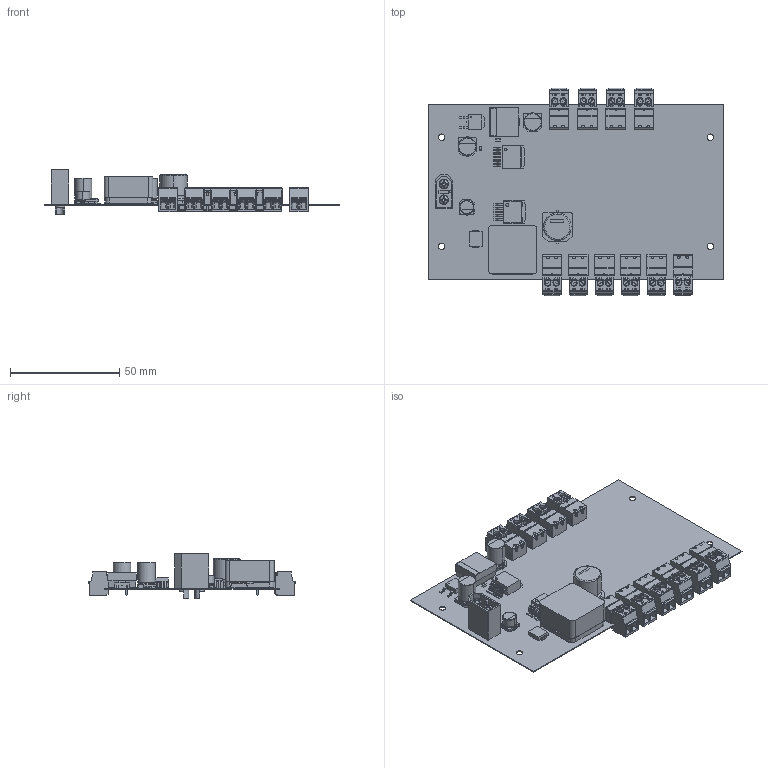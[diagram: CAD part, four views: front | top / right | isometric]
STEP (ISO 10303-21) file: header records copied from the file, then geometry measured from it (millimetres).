
FILE_DESCRIPTION(('Open CASCADE Model'),'2;1');
FILE_NAME('Open CASCADE Shape Model','2022-04-09T23:02:23',('Author'),( 'Open CASCADE'),'Open CASCADE STEP processor 6.8','Open CASCADE 6.8' ,'Unknown');
FILE_SCHEMA(('AUTOMOTIVE_DESIGN { 1 0 10303 214 1 1 1 1 }'));
Length unit declared in the file: millimetre
Products named in the file (42): PCB; Board; Open CASCADE STEP translator 6.8 1.1.1; D2; b540c-13-f; U2; NOPB; U1; KTW0007B; BODY_TS7B; HTSINK_TS7B; LEAD_TS7B; L2; 6202692080; L1; IND_BOURNS_SRP1270_RGB4408131; J11; 1803578--3DModel-STEP-1; 1803277; J10; J9; J8; J7; XT60-M--3DModel-STEP-56544; J6; J5; J4; J3; J2; J1; D1; DPAK_SBRD10200_6P6X6P1_SDS; C6; 6202686160; C5; 6202693120; C4; 25SVT180M_8.3MMX8.3MMSTEP; C3; CAPC2012X120N_EIA_0805 ...
Assembly tree (67 placements, depth 4):
  PCB
    Board
      Open CASCADE STEP translator 6.8 1.1.1
    D2
      b540c-13-f
    U2
      NOPB
    U1
      KTW0007B
        BODY_TS7B
        HTSINK_TS7B
        LEAD_TS7B  x7
    L2
      6202692080
    L1
      IND_BOURNS_SRP1270_RGB4408131
    J11
      1803578--3DModel-STEP-1
      1803277
    J10
      1803578--3DModel-STEP-1
      1803277
    J9
      1803578--3DModel-STEP-1
      1803277
    J8
      1803578--3DModel-STEP-1
      1803277
    J7
      XT60-M--3DModel-STEP-56544
    J6
      1803578--3DModel-STEP-1
      1803277
    J5
      1803578--3DModel-STEP-1
      1803277
    J4
      1803578--3DModel-STEP-1
      1803277
    J3
      1803578--3DModel-STEP-1
      1803277
    J2
      1803578--3DModel-STEP-1
      1803277
    J1
      1803578--3DModel-STEP-1
      1803277
    D1
      DPAK_SBRD10200_6P6X6P1_SDS
    C6
      6202686160
    C5
      6202693120
    C4
      25SVT180M_8.3MMX8.3MMSTEP
    C3
      CAPC2012X120N_EIA_0805
    C2
      25SVT180M_8.3MMX8.3MMSTEP
Bounding box: 135 x 95.15 x 20.5 mm (x, y, z)
Volume: 29107.3 mm3; surface area: 48169.1 mm2
Topology: 91 solids, 91 shells, 4659 faces, 11869 edges, 7652 vertices
Faces by surface type: plane 3033, cylinder 1338, torus 100, bspline 72, cone 72, sphere 36, revolution 8
Full cylindrical faces by diameter (mm): 0.33 x1, 1.2 x20, 3 x4, 4.5 x2
Entity records: 45480 total; most frequent: CARTESIAN_POINT 9682, DIRECTION 6365, ORIENTED_EDGE 6330, EDGE_CURVE 3165, LINE 2177, VECTOR 2177, AXIS2_PLACEMENT_3D 2090, VERTEX_POINT 2046
